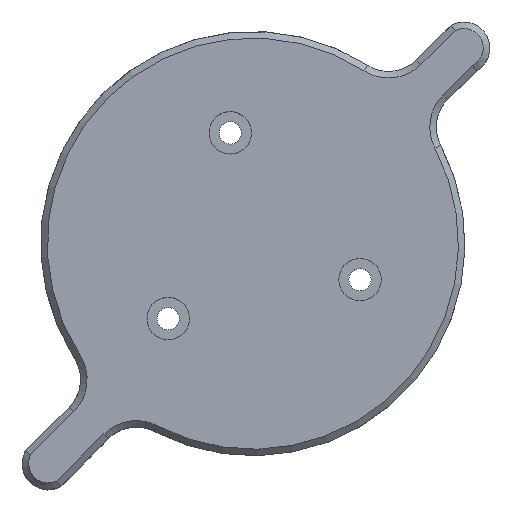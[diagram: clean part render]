
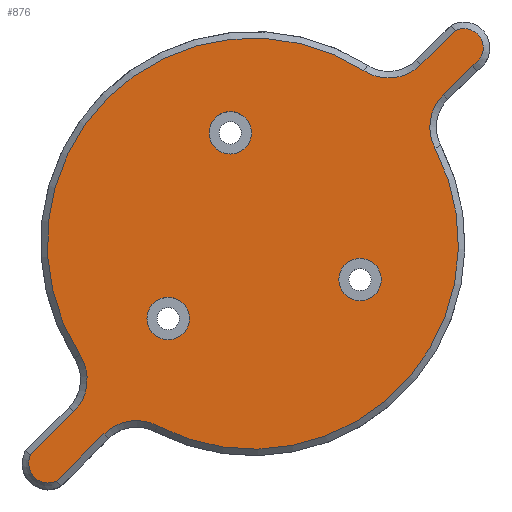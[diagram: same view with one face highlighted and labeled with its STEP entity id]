
A CAD part, top view. The second image highlights one B-rep face of the part: STEP entity #876.
In plain terms, the highlighted planar face has unit normal (0, 0, 1).
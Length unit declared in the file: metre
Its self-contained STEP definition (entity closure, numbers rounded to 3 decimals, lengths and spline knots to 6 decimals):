
#53=CIRCLE('',#966,0.007);
#54=CIRCLE('',#967,0.0315);
#55=CIRCLE('',#968,0.007);
#56=CIRCLE('',#969,0.003);
#57=CIRCLE('',#970,0.007);
#58=CIRCLE('',#971,0.0315);
#59=CIRCLE('',#972,0.007);
#60=CIRCLE('',#973,0.003);
#61=CIRCLE('',#974,0.00325);
#62=CIRCLE('',#975,0.00325);
#63=CIRCLE('',#976,0.00325);
#123=LINE('',#1481,#165);
#124=LINE('',#1490,#166);
#125=LINE('',#1494,#167);
#126=LINE('',#1502,#168);
#165=VECTOR('',#1117,1.);
#166=VECTOR('',#1124,1.);
#167=VECTOR('',#1127,1.);
#168=VECTOR('',#1134,1.);
#245=ORIENTED_EDGE('',*,*,#487,.T.);
#246=ORIENTED_EDGE('',*,*,#488,.T.);
#247=ORIENTED_EDGE('',*,*,#489,.T.);
#248=ORIENTED_EDGE('',*,*,#490,.T.);
#249=ORIENTED_EDGE('',*,*,#491,.T.);
#250=ORIENTED_EDGE('',*,*,#492,.T.);
#251=ORIENTED_EDGE('',*,*,#493,.T.);
#252=ORIENTED_EDGE('',*,*,#494,.T.);
#253=ORIENTED_EDGE('',*,*,#495,.T.);
#254=ORIENTED_EDGE('',*,*,#496,.T.);
#255=ORIENTED_EDGE('',*,*,#497,.T.);
#256=ORIENTED_EDGE('',*,*,#498,.T.);
#257=ORIENTED_EDGE('',*,*,#499,.T.);
#258=ORIENTED_EDGE('',*,*,#500,.T.);
#259=ORIENTED_EDGE('',*,*,#501,.T.);
#487=EDGE_CURVE('',#602,#603,#123,.T.);
#488=EDGE_CURVE('',#603,#604,#53,.F.);
#489=EDGE_CURVE('',#604,#605,#54,.T.);
#490=EDGE_CURVE('',#605,#606,#55,.F.);
#491=EDGE_CURVE('',#606,#607,#124,.T.);
#492=EDGE_CURVE('',#607,#608,#56,.T.);
#493=EDGE_CURVE('',#608,#609,#125,.T.);
#494=EDGE_CURVE('',#609,#610,#57,.F.);
#495=EDGE_CURVE('',#610,#611,#58,.T.);
#496=EDGE_CURVE('',#611,#612,#59,.F.);
#497=EDGE_CURVE('',#612,#613,#126,.T.);
#498=EDGE_CURVE('',#613,#602,#60,.T.);
#499=EDGE_CURVE('',#614,#614,#61,.T.);
#500=EDGE_CURVE('',#615,#615,#62,.T.);
#501=EDGE_CURVE('',#616,#616,#63,.T.);
#602=VERTEX_POINT('',#1482);
#603=VERTEX_POINT('',#1483);
#604=VERTEX_POINT('',#1485);
#605=VERTEX_POINT('',#1487);
#606=VERTEX_POINT('',#1489);
#607=VERTEX_POINT('',#1491);
#608=VERTEX_POINT('',#1493);
#609=VERTEX_POINT('',#1495);
#610=VERTEX_POINT('',#1497);
#611=VERTEX_POINT('',#1499);
#612=VERTEX_POINT('',#1501);
#613=VERTEX_POINT('',#1503);
#614=VERTEX_POINT('',#1506);
#615=VERTEX_POINT('',#1508);
#616=VERTEX_POINT('',#1510);
#696=EDGE_LOOP('',(#245,#246,#247,#248,#249,#250,#251,#252,#253,#254,#255,
#256));
#697=EDGE_LOOP('',(#257));
#698=EDGE_LOOP('',(#258));
#699=EDGE_LOOP('',(#259));
#776=FACE_BOUND('',#696,.T.);
#777=FACE_BOUND('',#697,.T.);
#778=FACE_BOUND('',#698,.T.);
#779=FACE_BOUND('',#699,.T.);
#848=PLANE('',#965);
#876=ADVANCED_FACE('',(#776,#777,#778,#779),#848,.T.);
#965=AXIS2_PLACEMENT_3D('',#1480,#1115,#1116);
#966=AXIS2_PLACEMENT_3D('',#1484,#1118,#1119);
#967=AXIS2_PLACEMENT_3D('',#1486,#1120,#1121);
#968=AXIS2_PLACEMENT_3D('',#1488,#1122,#1123);
#969=AXIS2_PLACEMENT_3D('',#1492,#1125,#1126);
#970=AXIS2_PLACEMENT_3D('',#1496,#1128,#1129);
#971=AXIS2_PLACEMENT_3D('',#1498,#1130,#1131);
#972=AXIS2_PLACEMENT_3D('',#1500,#1132,#1133);
#973=AXIS2_PLACEMENT_3D('',#1504,#1135,#1136);
#974=AXIS2_PLACEMENT_3D('',#1505,#1137,#1138);
#975=AXIS2_PLACEMENT_3D('',#1507,#1139,#1140);
#976=AXIS2_PLACEMENT_3D('',#1509,#1141,#1142);
#1115=DIRECTION('',(0.,0.,1.));
#1116=DIRECTION('',(1.,0.,0.));
#1117=DIRECTION('',(0.707,0.707,0.));
#1118=DIRECTION('',(0.,0.,1.));
#1119=DIRECTION('',(1.,0.,0.));
#1120=DIRECTION('',(0.,0.,1.));
#1121=DIRECTION('',(1.,0.,0.));
#1122=DIRECTION('',(0.,0.,1.));
#1123=DIRECTION('',(1.,0.,0.));
#1124=DIRECTION('',(0.707,0.707,0.));
#1125=DIRECTION('',(0.,0.,1.));
#1126=DIRECTION('',(1.,0.,0.));
#1127=DIRECTION('',(-0.707,-0.707,0.));
#1128=DIRECTION('',(0.,0.,1.));
#1129=DIRECTION('',(1.,0.,0.));
#1130=DIRECTION('',(0.,0.,1.));
#1131=DIRECTION('',(1.,0.,0.));
#1132=DIRECTION('',(0.,0.,1.));
#1133=DIRECTION('',(1.,0.,0.));
#1134=DIRECTION('',(-0.707,-0.707,0.));
#1135=DIRECTION('',(0.,0.,1.));
#1136=DIRECTION('',(1.,0.,0.));
#1137=DIRECTION('',(0.,0.,-1.));
#1138=DIRECTION('',(-1.,0.,0.));
#1139=DIRECTION('',(0.,0.,-1.));
#1140=DIRECTION('',(-1.,0.,0.));
#1141=DIRECTION('',(0.,0.,-1.));
#1142=DIRECTION('',(-1.,0.,0.));
#1480=CARTESIAN_POINT('',(0.000482,-0.001855,0.013));
#1481=CARTESIAN_POINT('',(0.00249,-0.003862,0.013));
#1482=CARTESIAN_POINT('',(-0.030014,-0.036367,0.013));
#1483=CARTESIAN_POINT('',(-0.022806,-0.029159,0.013));
#1484=CARTESIAN_POINT('',(-0.017856,-0.034109,0.013));
#1485=CARTESIAN_POINT('',(-0.01461,-0.027907,0.013));
#1486=CARTESIAN_POINT('',(0.,0.,0.013));
#1487=CARTESIAN_POINT('',(0.027907,0.01461,0.013));
#1488=CARTESIAN_POINT('',(0.034109,0.017856,0.013));
#1489=CARTESIAN_POINT('',(0.029159,0.022806,0.013));
#1490=CARTESIAN_POINT('',(0.00249,-0.003862,0.013));
#1491=CARTESIAN_POINT('',(0.033625,0.027273,0.013));
#1492=CARTESIAN_POINT('',(0.032302,0.029965,0.013));
#1493=CARTESIAN_POINT('',(0.030979,0.032658,0.013));
#1494=CARTESIAN_POINT('',(-0.001525,0.000153,0.013));
#1495=CARTESIAN_POINT('',(0.025762,0.02744,0.013));
#1496=CARTESIAN_POINT('',(0.020812,0.03239,0.013));
#1497=CARTESIAN_POINT('',(0.017028,0.026501,0.013));
#1498=CARTESIAN_POINT('',(0.,0.,0.013));
#1499=CARTESIAN_POINT('',(-0.026501,-0.017028,0.013));
#1500=CARTESIAN_POINT('',(-0.03239,-0.020812,0.013));
#1501=CARTESIAN_POINT('',(-0.02744,-0.025762,0.013));
#1502=CARTESIAN_POINT('',(-0.001525,0.000153,0.013));
#1503=CARTESIAN_POINT('',(-0.03403,-0.032351,0.013));
#1504=CARTESIAN_POINT('',(-0.031337,-0.033674,0.013));
#1505=CARTESIAN_POINT('',(-0.003448,0.016974,0.013));
#1506=CARTESIAN_POINT('',(-0.006698,0.016974,0.013));
#1507=CARTESIAN_POINT('',(-0.012976,-0.011473,0.013));
#1508=CARTESIAN_POINT('',(-0.016226,-0.011473,0.013));
#1509=CARTESIAN_POINT('',(0.016424,-0.005501,0.013));
#1510=CARTESIAN_POINT('',(0.013174,-0.005501,0.013));
